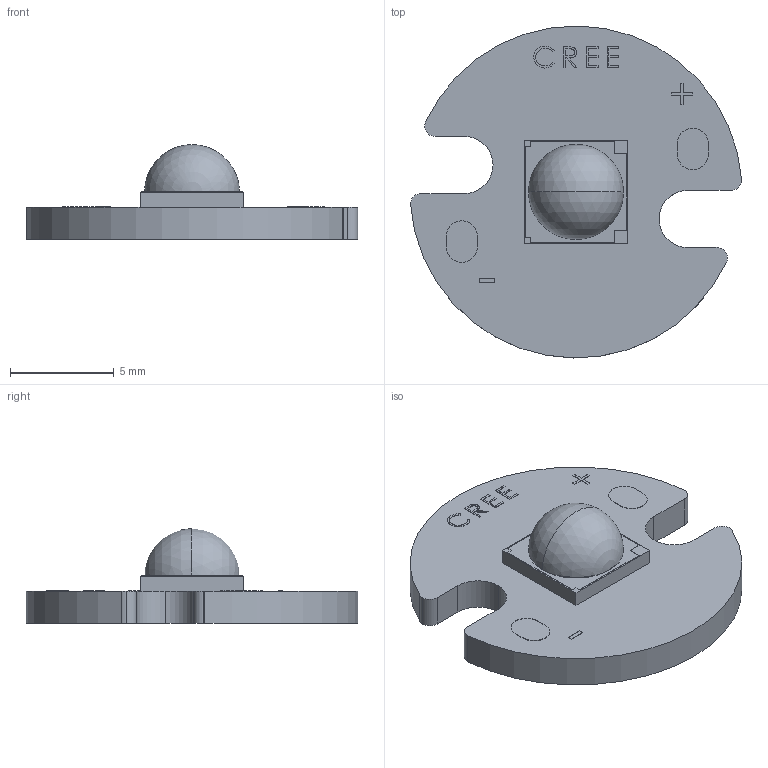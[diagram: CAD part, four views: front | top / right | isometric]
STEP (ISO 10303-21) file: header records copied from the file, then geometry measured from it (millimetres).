
FILE_DESCRIPTION (( 'STEP AP214' ), '1' );
FILE_NAME ('!cree_16mm.STEP', '2023-07-08T03:44:57', ( '' ), ( '' ), 'SwSTEP 2.0', 'SolidWorks 2022', '' );
FILE_SCHEMA (( 'AUTOMOTIVE_DESIGN' ));
Length unit declared in the file: millimetre
Products named in the file (3): cree_XM-L; !cree_16mm; 16mm_disk
Assembly tree (2 placements, depth 2):
  !cree_16mm
    16mm_disk
    cree_XM-L
Bounding box: 15.95 x 16 x 4.57 mm (x, y, z)
Volume: 325.6 mm3; surface area: 589.3 mm2
Topology: 10 solids, 10 shells, 161 faces, 392 edges, 259 vertices
Faces by surface type: plane 110, bspline 26, cylinder 23, sphere 2
Entity records: 6785 total; most frequent: CARTESIAN_POINT 2236, ORIENTED_EDGE 776, DIRECTION 702, EDGE_CURVE 388, LINE 286, VECTOR 286, VERTEX_POINT 257, AXIS2_PLACEMENT_3D 208
